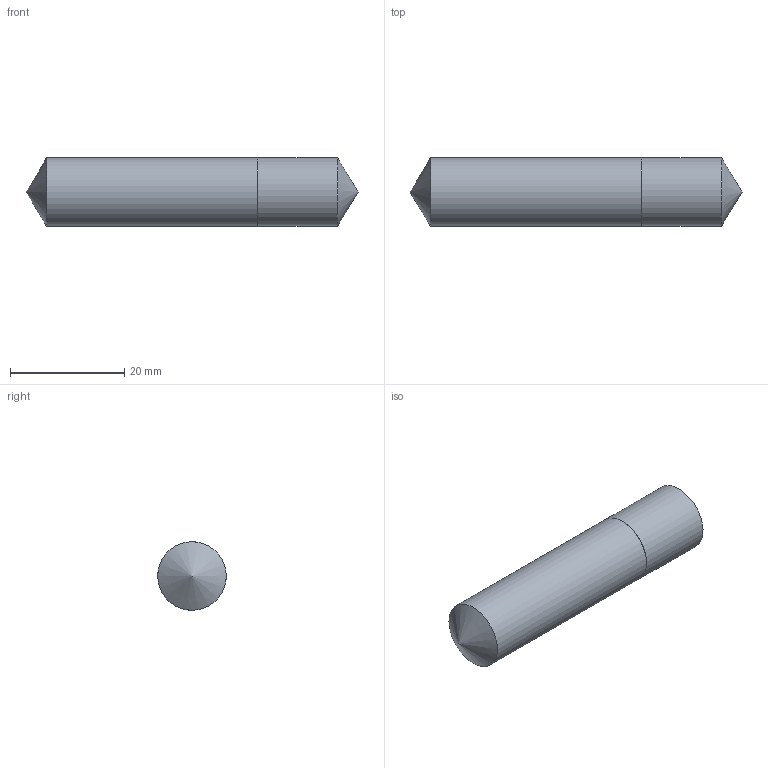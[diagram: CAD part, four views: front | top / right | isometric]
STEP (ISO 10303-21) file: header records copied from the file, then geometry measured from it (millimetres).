
FILE_DESCRIPTION(/* description */ (''),/* implementation_level */ '2;1');
FILE_NAME(/* name */ 'Bohrung_D12x37mm_Bohrung_D12x14mm.stp',/* time_stamp */ '2021-07-12T13:11:52+02:00',/* author */ ('matthiask'),/* organization */ (''),/* preprocessor_version */ 'ST-DEVELOPER v18',/* originating_system */ 'Autodesk Inventor 2020',/* authorisation */ '');
FILE_SCHEMA (('AUTOMOTIVE_DESIGN { 1 0 10303 214 3 1 1 }'));
Length unit declared in the file: millimetre
Products named in the file (3): Invis Bohrung D12x37mm_Bohrung D12x14mm; Bohrung D8x16.5; Bohrung D8x16.5_1
Assembly tree (2 placements, depth 2):
  Invis Bohrung D12x37mm_Bohrung D12x14mm
    Bohrung D8x16.5
    Bohrung D8x16.5_1
Bounding box: 58.21 x 12 x 12 mm (x, y, z)
Volume: 6039.8 mm3; surface area: 2412.7 mm2
Topology: 2 solids, 2 shells, 6 faces, 14 edges, 10 vertices
Faces by surface type: cylinder 2, plane 2, cone 2
Full cylindrical faces by diameter (mm): 12 x2
Entity records: 295 total; most frequent: DIRECTION 42, CARTESIAN_POINT 33, ORIENTED_EDGE 24, AXIS2_PLACEMENT_3D 19, EDGE_CURVE 12, VERTEX_POINT 10, CIRCLE 8, FACE_OUTER_BOUND 6
